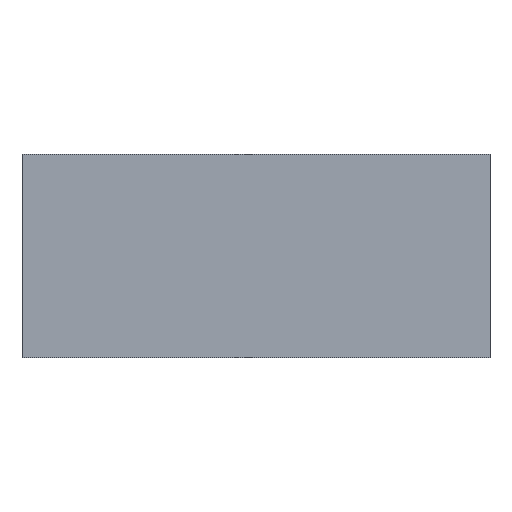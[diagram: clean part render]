
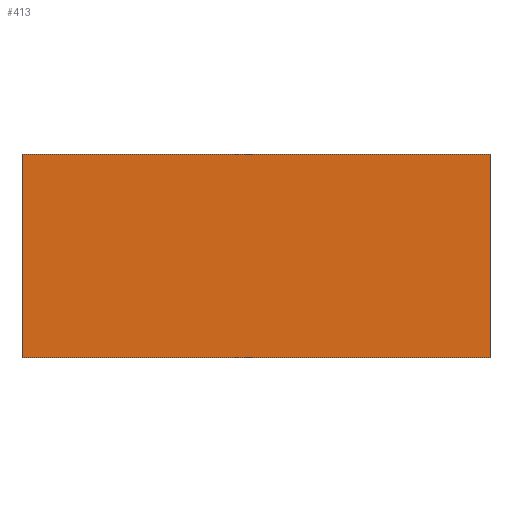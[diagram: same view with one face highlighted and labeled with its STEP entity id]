
A CAD part, front view. The second image highlights one B-rep face of the part: STEP entity #413.
In plain terms, the highlighted planar face has unit normal (0, -1, 0).
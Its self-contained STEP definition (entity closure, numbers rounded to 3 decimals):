
#10 = DIRECTION ( 'NONE',  ( 0., 0., -1. ) ) ;
#20 = VERTEX_POINT ( 'NONE', #500 ) ;
#36 = CARTESIAN_POINT ( 'NONE',  ( -115., 0., 50. ) ) ;
#43 = ORIENTED_EDGE ( 'NONE', *, *, #414, .F. ) ;
#85 = EDGE_LOOP ( 'NONE', ( #339, #208, #43, #338 ) ) ;
#90 = VECTOR ( 'NONE', #10, 1000. ) ;
#100 = VECTOR ( 'NONE', #390, 1000. ) ;
#111 = VERTEX_POINT ( 'NONE', #507 ) ;
#116 = FACE_OUTER_BOUND ( 'NONE', #85, .T. ) ;
#140 = CARTESIAN_POINT ( 'NONE',  ( 115., 0., -50. ) ) ;
#162 = PLANE ( 'NONE',  #275 ) ;
#179 = LINE ( 'NONE', #357, #100 ) ;
#185 = LINE ( 'NONE', #287, #205 ) ;
#205 = VECTOR ( 'NONE', #285, 1000. ) ;
#208 = ORIENTED_EDGE ( 'NONE', *, *, #381, .F. ) ;
#212 = LINE ( 'NONE', #394, #326 ) ;
#219 = LINE ( 'NONE', #223, #90 ) ;
#223 = CARTESIAN_POINT ( 'NONE',  ( 115., 0., -50. ) ) ;
#242 = VERTEX_POINT ( 'NONE', #36 ) ;
#264 = EDGE_CURVE ( 'NONE', #111, #476, #219, .T. ) ;
#275 = AXIS2_PLACEMENT_3D ( 'NONE', #323, #318, #309 ) ;
#285 = DIRECTION ( 'NONE',  ( 0., 0., 1. ) ) ;
#287 = CARTESIAN_POINT ( 'NONE',  ( -115., 0., -50. ) ) ;
#309 = DIRECTION ( 'NONE',  ( 0., 0., 1. ) ) ;
#318 = DIRECTION ( 'NONE',  ( 0., 1., 0. ) ) ;
#323 = CARTESIAN_POINT ( 'NONE',  ( 0., 0., 0. ) ) ;
#326 = VECTOR ( 'NONE', #393, 1000. ) ;
#338 = ORIENTED_EDGE ( 'NONE', *, *, #401, .F. ) ;
#339 = ORIENTED_EDGE ( 'NONE', *, *, #264, .F. ) ;
#357 = CARTESIAN_POINT ( 'NONE',  ( -115., 0., -50. ) ) ;
#381 = EDGE_CURVE ( 'NONE', #242, #111, #212, .T. ) ;
#390 = DIRECTION ( 'NONE',  ( -1., 0., 0. ) ) ;
#393 = DIRECTION ( 'NONE',  ( 1., 0., 0. ) ) ;
#394 = CARTESIAN_POINT ( 'NONE',  ( -115., 0., 50. ) ) ;
#401 = EDGE_CURVE ( 'NONE', #476, #20, #179, .T. ) ;
#413 = ADVANCED_FACE ( 'NONE', ( #116 ), #162, .F. ) ;
#414 = EDGE_CURVE ( 'NONE', #20, #242, #185, .T. ) ;
#476 = VERTEX_POINT ( 'NONE', #140 ) ;
#500 = CARTESIAN_POINT ( 'NONE',  ( -115., 0., -50. ) ) ;
#507 = CARTESIAN_POINT ( 'NONE',  ( 115., 0., 50. ) ) ;
